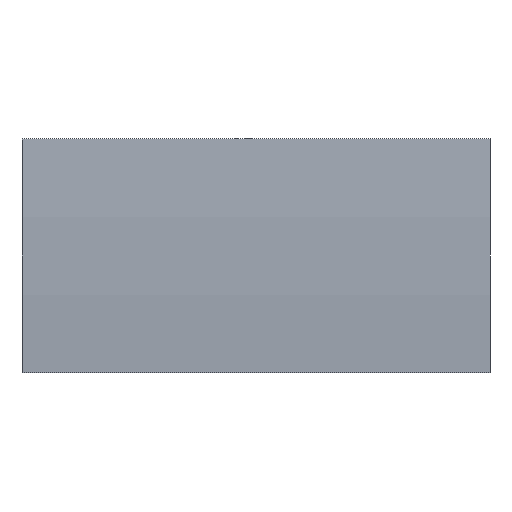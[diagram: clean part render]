
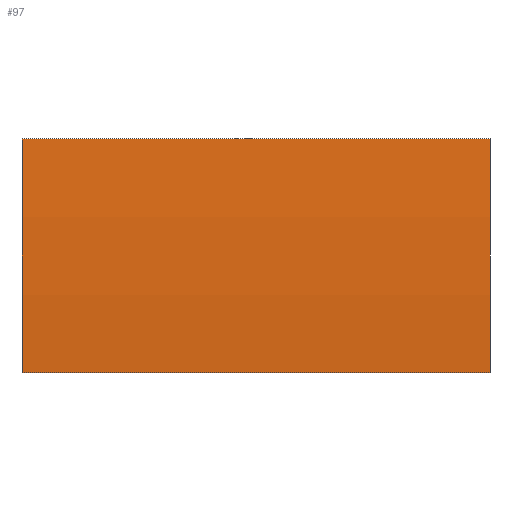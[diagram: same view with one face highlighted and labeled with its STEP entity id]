
A CAD part, left-side view. The second image highlights one B-rep face of the part: STEP entity #97.
In plain terms, the highlighted cylindrical face has radius 68.78 mm (diameter 137.56 mm), a partial arc.
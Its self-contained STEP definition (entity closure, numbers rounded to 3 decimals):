
#1 = CARTESIAN_POINT ( 'NONE',  ( -64.243, 20., 5. ) ) ;
#2 = LINE ( 'NONE', #107, #136 ) ;
#9 = AXIS2_PLACEMENT_3D ( 'NONE', #69, #173, #154 ) ;
#20 = AXIS2_PLACEMENT_3D ( 'NONE', #200, #56, #129 ) ;
#26 = ORIENTED_EDGE ( 'NONE', *, *, #81, .T. ) ;
#27 = CARTESIAN_POINT ( 'NONE',  ( -64.243, 20., -5. ) ) ;
#29 = VECTOR ( 'NONE', #142, 1000. ) ;
#36 = CARTESIAN_POINT ( 'NONE',  ( 4.355, 20., 0. ) ) ;
#38 = CIRCLE ( 'NONE', #146, 68.78 ) ;
#39 = CARTESIAN_POINT ( 'NONE',  ( -64.243, 0., 5. ) ) ;
#50 = VERTEX_POINT ( 'NONE', #27 ) ;
#54 = EDGE_CURVE ( 'NONE', #50, #181, #38, .T. ) ;
#56 = DIRECTION ( 'NONE',  ( 0., -1., 0. ) ) ;
#57 = DIRECTION ( 'NONE',  ( 0., -1., 0. ) ) ;
#69 = CARTESIAN_POINT ( 'NONE',  ( 4.355, 0., 0. ) ) ;
#72 = ORIENTED_EDGE ( 'NONE', *, *, #151, .T. ) ;
#81 = EDGE_CURVE ( 'NONE', #50, #161, #103, .T. ) ;
#97 = ADVANCED_FACE ( 'NONE', ( #194 ), #166, .T. ) ;
#99 = VERTEX_POINT ( 'NONE', #39 ) ;
#103 = LINE ( 'NONE', #192, #29 ) ;
#107 = CARTESIAN_POINT ( 'NONE',  ( -64.243, 20., 5. ) ) ;
#112 = CIRCLE ( 'NONE', #9, 68.78 ) ;
#113 = EDGE_CURVE ( 'NONE', #181, #99, #2, .T. ) ;
#119 = DIRECTION ( 'NONE',  ( 0., 0., 1. ) ) ;
#129 = DIRECTION ( 'NONE',  ( 0., 0., -1. ) ) ;
#132 = ORIENTED_EDGE ( 'NONE', *, *, #54, .F. ) ;
#133 = CARTESIAN_POINT ( 'NONE',  ( -64.243, 0., -5. ) ) ;
#136 = VECTOR ( 'NONE', #57, 1000. ) ;
#142 = DIRECTION ( 'NONE',  ( 0., -1., 0. ) ) ;
#146 = AXIS2_PLACEMENT_3D ( 'NONE', #36, #156, #119 ) ;
#151 = EDGE_CURVE ( 'NONE', #161, #99, #112, .T. ) ;
#153 = EDGE_LOOP ( 'NONE', ( #72, #199, #132, #26 ) ) ;
#154 = DIRECTION ( 'NONE',  ( 0., 0., 1. ) ) ;
#156 = DIRECTION ( 'NONE',  ( 0., 1., 0. ) ) ;
#161 = VERTEX_POINT ( 'NONE', #133 ) ;
#166 = CYLINDRICAL_SURFACE ( 'NONE', #20, 68.78 ) ;
#173 = DIRECTION ( 'NONE',  ( 0., 1., 0. ) ) ;
#181 = VERTEX_POINT ( 'NONE', #1 ) ;
#192 = CARTESIAN_POINT ( 'NONE',  ( -64.243, 20., -5. ) ) ;
#194 = FACE_OUTER_BOUND ( 'NONE', #153, .T. ) ;
#199 = ORIENTED_EDGE ( 'NONE', *, *, #113, .F. ) ;
#200 = CARTESIAN_POINT ( 'NONE',  ( 4.355, 20., 0. ) ) ;
